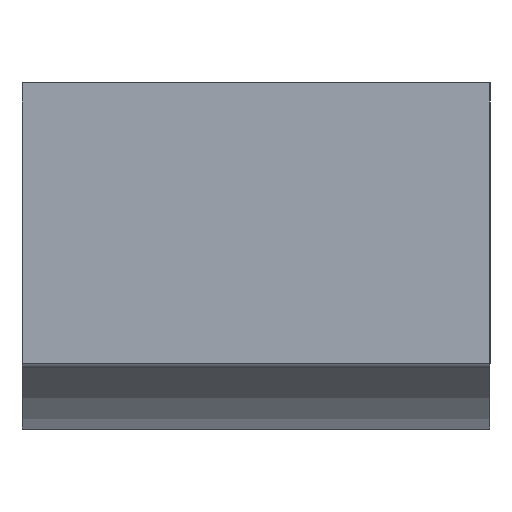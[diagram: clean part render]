
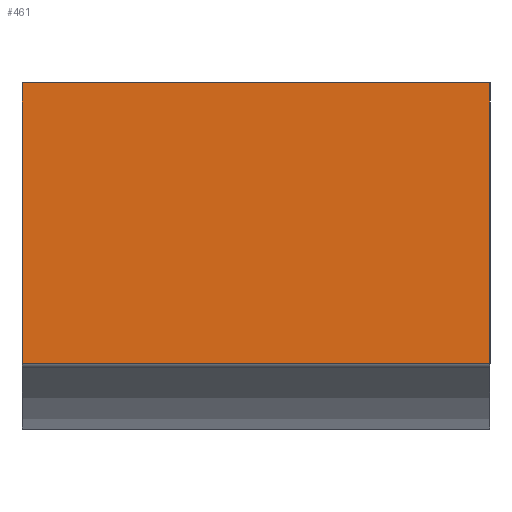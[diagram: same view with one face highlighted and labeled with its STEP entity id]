
A CAD part, left-side view. The second image highlights one B-rep face of the part: STEP entity #461.
In plain terms, the highlighted planar face has unit normal (-1, 0, 0).
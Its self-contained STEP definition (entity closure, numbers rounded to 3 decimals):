
#36=PLANE('',#516);
#59=FACE_OUTER_BOUND('',#90,.T.);
#90=EDGE_LOOP('',(#426,#427,#428,#429));
#96=LINE('',#672,#141);
#104=LINE('',#696,#149);
#133=LINE('',#770,#178);
#135=LINE('',#773,#180);
#141=VECTOR('',#544,10.);
#149=VECTOR('',#566,10.);
#178=VECTOR('',#639,10.);
#180=VECTOR('',#643,10.);
#207=VERTEX_POINT('',#669);
#208=VERTEX_POINT('',#671);
#217=VERTEX_POINT('',#695);
#240=VERTEX_POINT('',#769);
#252=EDGE_CURVE('',#208,#207,#96,.F.);
#264=EDGE_CURVE('',#208,#217,#104,.F.);
#301=EDGE_CURVE('',#217,#240,#133,.F.);
#303=EDGE_CURVE('',#207,#240,#135,.T.);
#426=ORIENTED_EDGE('',*,*,#252,.T.);
#427=ORIENTED_EDGE('',*,*,#303,.T.);
#428=ORIENTED_EDGE('',*,*,#301,.F.);
#429=ORIENTED_EDGE('',*,*,#264,.F.);
#461=ADVANCED_FACE('',(#59),#36,.T.);
#516=AXIS2_PLACEMENT_3D('',#774,#644,#645);
#544=DIRECTION('',(0.,1.,0.));
#566=DIRECTION('',(0.,0.,-1.));
#639=DIRECTION('',(0.,1.,0.));
#643=DIRECTION('',(0.,0.,1.));
#644=DIRECTION('center_axis',(-1.,0.,0.));
#645=DIRECTION('ref_axis',(0.,-1.,0.));
#669=CARTESIAN_POINT('',(-17.5,0.,3.));
#671=CARTESIAN_POINT('',(-17.5,20.,3.));
#672=CARTESIAN_POINT('',(-17.5,10.,3.));
#695=CARTESIAN_POINT('',(-17.5,20.,15.));
#696=CARTESIAN_POINT('',(-17.5,20.,0.));
#769=CARTESIAN_POINT('',(-17.5,0.,15.));
#770=CARTESIAN_POINT('',(-17.5,15.,15.));
#773=CARTESIAN_POINT('',(-17.5,0.,0.));
#774=CARTESIAN_POINT('Origin',(-17.5,20.,0.));
